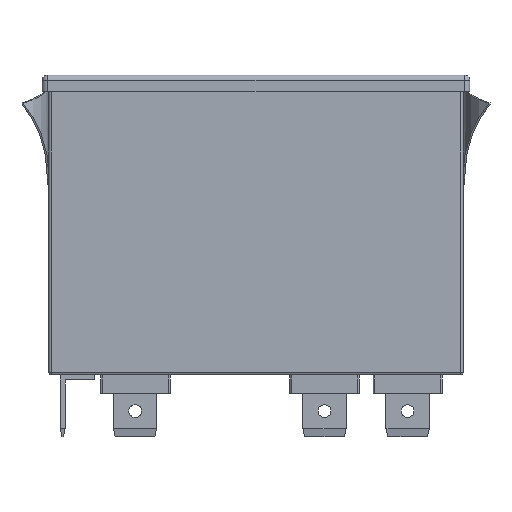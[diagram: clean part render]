
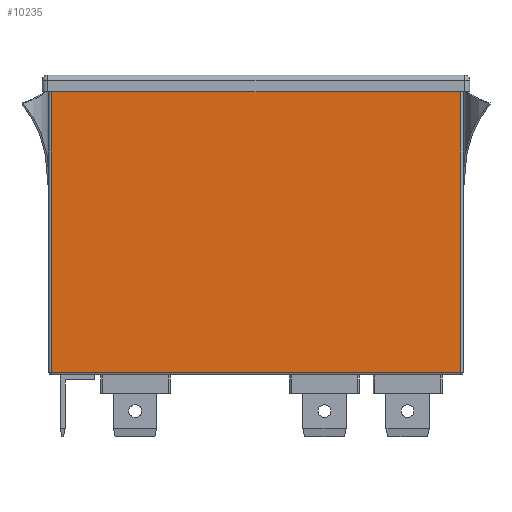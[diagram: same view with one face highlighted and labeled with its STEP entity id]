
A CAD part, front view. The second image highlights one B-rep face of the part: STEP entity #10235.
In plain terms, the highlighted planar face has unit normal (0, -1, 0).
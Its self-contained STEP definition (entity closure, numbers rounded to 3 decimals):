
#1042 = ORIENTED_EDGE ( 'NONE', *, *, #10159, .F. ) ;
#3797 = DIRECTION ( 'NONE',  ( 1., 0., 0. ) ) ;
#3798 = VECTOR ( 'NONE', #3797, 1000. ) ;
#3799 = CARTESIAN_POINT ( 'NONE',  ( -32.6, -13.5, 22.276 ) ) ;
#3800 = LINE ( 'NONE', #3799, #3798 ) ;
#3824 = DIRECTION ( 'NONE',  ( 0., 0., 1. ) ) ;
#3825 = VECTOR ( 'NONE', #3824, 1000. ) ;
#3826 = CARTESIAN_POINT ( 'NONE',  ( 32.225, -13.5, 22.276 ) ) ;
#3827 = LINE ( 'NONE', #3826, #3825 ) ;
#3848 = CARTESIAN_POINT ( 'NONE',  ( -32.225, -13.5, 22.276 ) ) ;
#3893 = CARTESIAN_POINT ( 'NONE',  ( 32.225, -13.5, -21.901 ) ) ;
#3962 = DIRECTION ( 'NONE',  ( 0., 0., 1. ) ) ;
#3963 = DIRECTION ( 'NONE',  ( 0., 1., 0. ) ) ;
#3964 = CARTESIAN_POINT ( 'NONE',  ( -32.6, -13.5, 22.276 ) ) ;
#3965 = AXIS2_PLACEMENT_3D ( 'NONE', #3964, #3963, #3962 ) ;
#3966 = PLANE ( 'NONE',  #3965 ) ;
#3967 = FACE_OUTER_BOUND ( 'NONE', #10240, .T. ) ;
#10150 = EDGE_CURVE ( 'NONE', #10202, #11465, #3827, .T. ) ;
#10159 = EDGE_CURVE ( 'NONE', #10171, #11465, #3800, .T. ) ;
#10167 = ORIENTED_EDGE ( 'NONE', *, *, #10150, .T. ) ;
#10171 = VERTEX_POINT ( 'NONE', #3848 ) ;
#10202 = VERTEX_POINT ( 'NONE', #3893 ) ;
#10207 = ORIENTED_EDGE ( 'NONE', *, *, #11459, .T. ) ;
#10235 = ADVANCED_FACE ( 'NONE', ( #3967 ), #3966, .F. ) ;
#10240 = EDGE_LOOP ( 'NONE', ( #1042, #10207, #11458, #10167 ) ) ;
#10653 = DIRECTION ( 'NONE',  ( 1., 0., 0. ) ) ;
#10654 = VECTOR ( 'NONE', #10653, 1000. ) ;
#10655 = CARTESIAN_POINT ( 'NONE',  ( -32.6, -13.5, -21.901 ) ) ;
#10656 = LINE ( 'NONE', #10655, #10654 ) ;
#10658 = CARTESIAN_POINT ( 'NONE',  ( 32.225, -13.5, 22.276 ) ) ;
#10659 = CARTESIAN_POINT ( 'NONE',  ( -32.225, -13.5, -21.901 ) ) ;
#10666 = DIRECTION ( 'NONE',  ( 0., 0., -1. ) ) ;
#10667 = VECTOR ( 'NONE', #10666, 1000. ) ;
#10668 = CARTESIAN_POINT ( 'NONE',  ( -32.225, -13.5, 22.276 ) ) ;
#10669 = LINE ( 'NONE', #10668, #10667 ) ;
#11458 = ORIENTED_EDGE ( 'NONE', *, *, #11467, .T. ) ;
#11459 = EDGE_CURVE ( 'NONE', #10171, #11464, #10669, .T. ) ;
#11464 = VERTEX_POINT ( 'NONE', #10659 ) ;
#11465 = VERTEX_POINT ( 'NONE', #10658 ) ;
#11467 = EDGE_CURVE ( 'NONE', #11464, #10202, #10656, .T. ) ;
